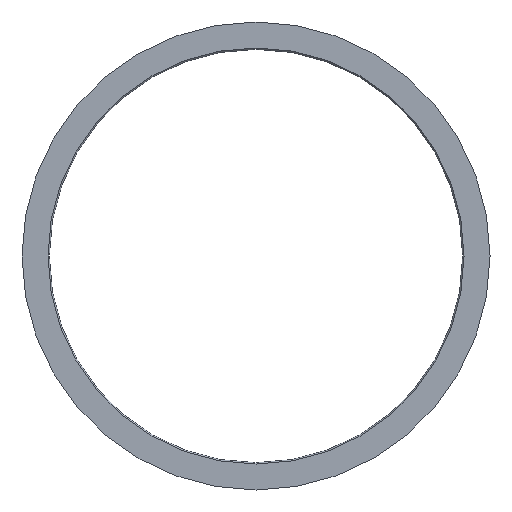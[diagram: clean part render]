
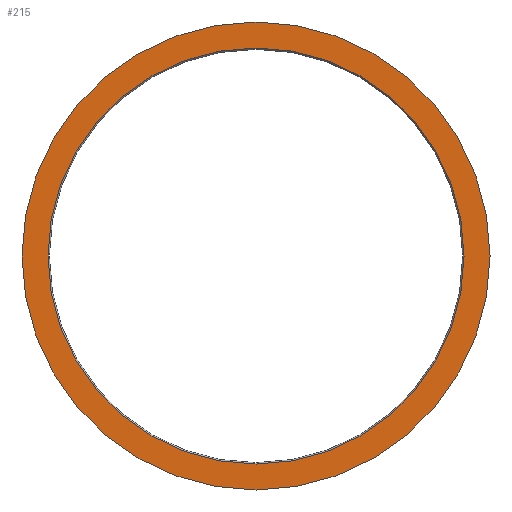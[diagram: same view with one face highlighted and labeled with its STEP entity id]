
A CAD part, front view. The second image highlights one B-rep face of the part: STEP entity #215.
In plain terms, the highlighted planar face has unit normal (0, -1, 0).
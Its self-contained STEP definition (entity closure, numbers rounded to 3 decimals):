
#45=CARTESIAN_POINT('',(0.,0.,0.));
#46=DIRECTION('',(0.,-1.,0.));
#47=DIRECTION('',(0.,0.,-1.));
#48=AXIS2_PLACEMENT_3D('',#45,#46,#47);
#50=CARTESIAN_POINT('',(0.,0.,0.));
#51=DIRECTION('',(0.,-1.,0.));
#52=DIRECTION('',(0.,0.,1.));
#53=AXIS2_PLACEMENT_3D('',#50,#51,#52);
#55=CARTESIAN_POINT('',(0.,0.,0.));
#56=DIRECTION('',(0.,1.,0.));
#57=DIRECTION('',(0.,0.,-1.));
#58=AXIS2_PLACEMENT_3D('',#55,#56,#57);
#60=CARTESIAN_POINT('',(0.,0.,0.));
#61=DIRECTION('',(0.,1.,0.));
#62=DIRECTION('',(0.,0.,1.));
#63=AXIS2_PLACEMENT_3D('',#60,#61,#62);
#109=CARTESIAN_POINT('',(0.,0.,18.));
#111=VERTEX_POINT('',#109);
#113=CARTESIAN_POINT('',(0.,0.,-18.));
#115=VERTEX_POINT('',#113);
#125=CARTESIAN_POINT('',(0.,0.,-16.));
#126=VERTEX_POINT('',#125);
#127=CARTESIAN_POINT('',(0.,0.,16.));
#128=VERTEX_POINT('',#127);
#200=CARTESIAN_POINT('',(18.,0.,0.));
#201=DIRECTION('',(0.,1.,0.));
#202=DIRECTION('',(0.,0.,1.));
#203=AXIS2_PLACEMENT_3D('',#200,#201,#202);
#204=PLANE('',#203);
#205=ORIENTED_EDGE('',*,*,#187,.F.);
#206=ORIENTED_EDGE('',*,*,#142,.F.);
#207=EDGE_LOOP('',(#205,#206));
#208=FACE_OUTER_BOUND('',#207,.F.);
#210=ORIENTED_EDGE('',*,*,#209,.F.);
#212=ORIENTED_EDGE('',*,*,#211,.F.);
#213=EDGE_LOOP('',(#210,#212));
#214=FACE_BOUND('',#213,.F.);
#215=ADVANCED_FACE('',(#208,#214),#204,.F.);
#49=CIRCLE('',#48,18.);
#54=CIRCLE('',#53,18.);
#59=CIRCLE('',#58,16.);
#64=CIRCLE('',#63,16.);
#142=EDGE_CURVE('',#111,#115,#54,.T.);
#187=EDGE_CURVE('',#115,#111,#49,.T.);
#209=EDGE_CURVE('',#126,#128,#59,.T.);
#211=EDGE_CURVE('',#128,#126,#64,.T.);
